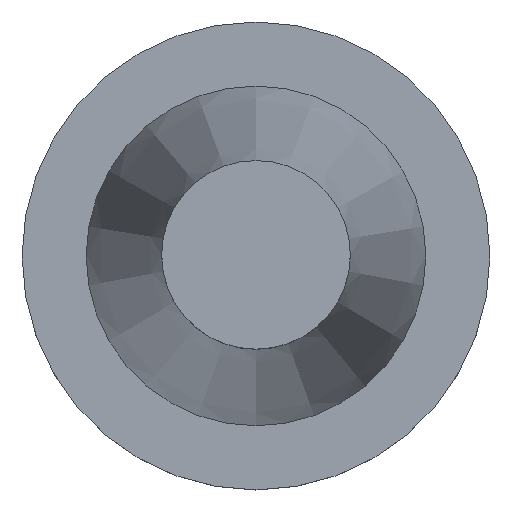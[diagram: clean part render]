
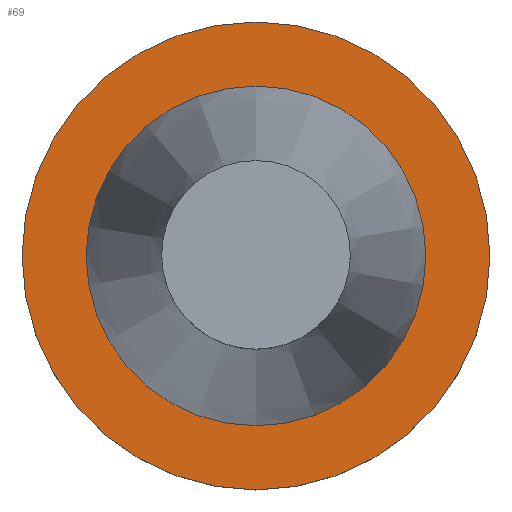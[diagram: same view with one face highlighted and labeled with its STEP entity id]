
A CAD part, top view. The second image highlights one B-rep face of the part: STEP entity #69.
In plain terms, the highlighted planar face has unit normal (0, 0, 1).
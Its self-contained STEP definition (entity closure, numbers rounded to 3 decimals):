
#46=FACE_BOUND('',#99,.T.);
#47=FACE_BOUND('',#100,.T.);
#59=PLANE('',#315);
#69=ADVANCED_FACE('',(#46,#47),#59,.F.);
#99=EDGE_LOOP('',(#161));
#100=EDGE_LOOP('',(#162,#163));
#122=CIRCLE('',#311,35.392);
#123=CIRCLE('',#312,35.392);
#124=CIRCLE('',#314,48.75);
#161=ORIENTED_EDGE('',*,*,#238,.T.);
#162=ORIENTED_EDGE('',*,*,#237,.T.);
#163=ORIENTED_EDGE('',*,*,#235,.T.);
#205=VERTEX_POINT('',#454);
#207=VERTEX_POINT('',#457);
#209=VERTEX_POINT('',#463);
#235=EDGE_CURVE('',#207,#205,#122,.T.);
#237=EDGE_CURVE('',#205,#207,#123,.T.);
#238=EDGE_CURVE('',#209,#209,#124,.T.);
#311=AXIS2_PLACEMENT_3D('',#456,#373,#374);
#312=AXIS2_PLACEMENT_3D('',#460,#376,#377);
#314=AXIS2_PLACEMENT_3D('',#462,#380,#381);
#315=AXIS2_PLACEMENT_3D('',#464,#382,#383);
#373=DIRECTION('',(0.,0.,-1.));
#374=DIRECTION('',(-1.,0.,0.));
#376=DIRECTION('',(0.,0.,-1.));
#377=DIRECTION('',(-1.,0.,0.));
#380=DIRECTION('',(0.,0.,1.));
#381=DIRECTION('',(-1.,0.,0.));
#382=DIRECTION('',(0.,0.,-1.));
#383=DIRECTION('',(0.,1.,0.));
#454=CARTESIAN_POINT('',(0.,35.392,-3.2));
#456=CARTESIAN_POINT('',(0.,0.,-3.2));
#457=CARTESIAN_POINT('',(0.,-35.392,-3.2));
#460=CARTESIAN_POINT('',(0.,0.,-3.2));
#462=CARTESIAN_POINT('',(0.,0.,-3.2));
#463=CARTESIAN_POINT('',(-48.75,0.,-3.2));
#464=CARTESIAN_POINT('',(0.,0.,-3.2));
